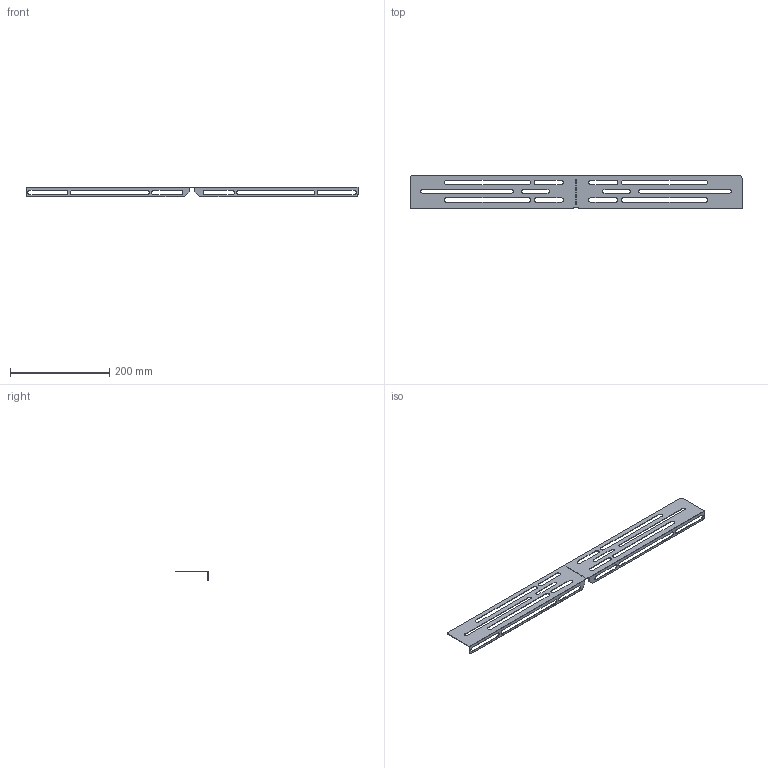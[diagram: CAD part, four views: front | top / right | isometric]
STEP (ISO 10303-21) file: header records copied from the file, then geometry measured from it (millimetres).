
FILE_DESCRIPTION (( 'STEP AP214' ), '1' );
FILE_NAME ('CLM40D-KSR-195.00.00-01 H80.STEP', '2021-03-08T09:44:32', ( '' ), ( '' ), 'SwSTEP 2.0', 'SolidWorks 2017', '' );
FILE_SCHEMA (( 'AUTOMOTIVE_DESIGN' ));
Length unit declared in the file: millimetre
Products named in the file (1): CLM40D-KSR-195.00.00-01 H80
Bounding box: 670 x 66 x 20 mm (x, y, z)
Volume: 47335.2 mm3; surface area: 85903.6 mm2
Topology: 1 solids, 1 shells, 126 faces, 372 edges, 248 vertices
Faces by surface type: plane 74, cylinder 52
Entity records: 4342 total; most frequent: CARTESIAN_POINT 747, ORIENTED_EDGE 744, DIRECTION 730, EDGE_CURVE 372, VECTOR 268, LINE 268, VERTEX_POINT 248, AXIS2_PLACEMENT_3D 231
